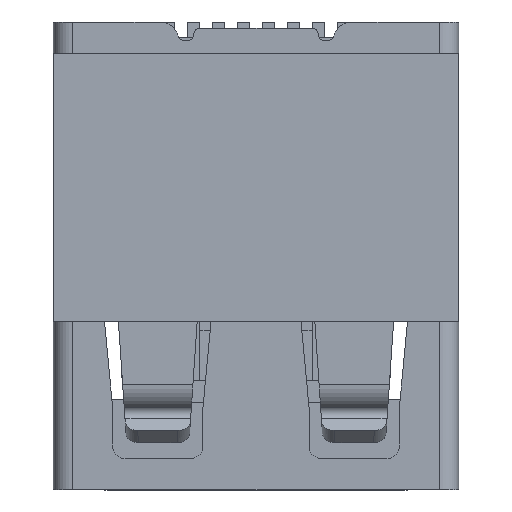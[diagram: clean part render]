
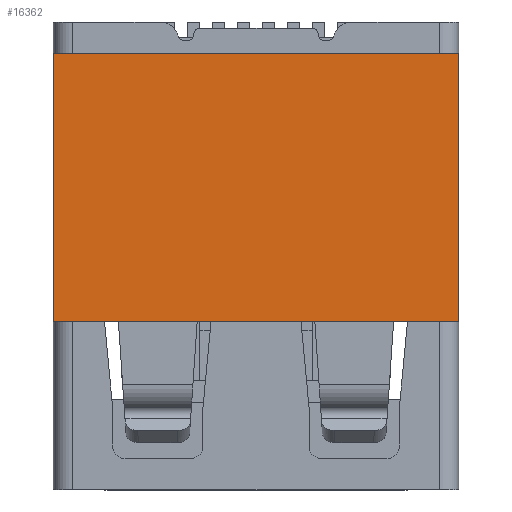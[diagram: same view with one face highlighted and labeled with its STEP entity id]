
A CAD part, top view. The second image highlights one B-rep face of the part: STEP entity #16362.
In plain terms, the highlighted planar face has unit normal (0, 0, 1).
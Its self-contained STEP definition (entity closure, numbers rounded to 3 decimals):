
#3940=ORIENTED_EDGE('',*,*,#6992,.T.);
#3941=ORIENTED_EDGE('',*,*,#6996,.T.);
#3942=ORIENTED_EDGE('',*,*,#6999,.T.);
#3943=ORIENTED_EDGE('',*,*,#7001,.T.);
#6992=EDGE_CURVE('',#8776,#8775,#10935,.T.);
#6996=EDGE_CURVE('',#8775,#8778,#10939,.T.);
#6999=EDGE_CURVE('',#8778,#8780,#10942,.T.);
#7001=EDGE_CURVE('',#8780,#8776,#10944,.T.);
#8775=VERTEX_POINT('',#25249);
#8776=VERTEX_POINT('',#25251);
#8778=VERTEX_POINT('',#25257);
#8780=VERTEX_POINT('',#25263);
#10935=LINE('',#25250,#13090);
#10939=LINE('',#25258,#13094);
#10942=LINE('',#25264,#13097);
#10944=LINE('',#25267,#13099);
#13090=VECTOR('',#20497,1000.);
#13094=VECTOR('',#20503,1000.);
#13097=VECTOR('',#20508,1000.);
#13099=VECTOR('',#20512,1000.);
#14109=EDGE_LOOP('',(#3940,#3941,#3942,#3943));
#14938=FACE_BOUND('',#14109,.T.);
#15718=PLANE('',#17217);
#16362=ADVANCED_FACE('',(#14938),#15718,.T.);
#17217=AXIS2_PLACEMENT_3D('',#25268,#20513,#20514);
#20497=DIRECTION('',(0.,-1.,0.));
#20503=DIRECTION('',(1.,0.,0.));
#20508=DIRECTION('',(0.,1.,0.));
#20512=DIRECTION('',(-1.,0.,0.));
#20513=DIRECTION('',(0.,0.,1.));
#20514=DIRECTION('',(1.,0.,0.));
#25249=CARTESIAN_POINT('',(-2.15,-3.25,0.05));
#25250=CARTESIAN_POINT('',(-2.15,3.25,0.05));
#25251=CARTESIAN_POINT('',(-2.15,3.25,0.05));
#25257=CARTESIAN_POINT('',(2.15,-3.25,0.05));
#25258=CARTESIAN_POINT('',(-2.15,-3.25,0.05));
#25263=CARTESIAN_POINT('',(2.15,3.25,0.05));
#25264=CARTESIAN_POINT('',(2.15,-3.25,0.05));
#25267=CARTESIAN_POINT('',(2.15,3.25,0.05));
#25268=CARTESIAN_POINT('',(0.,0.,0.05));
